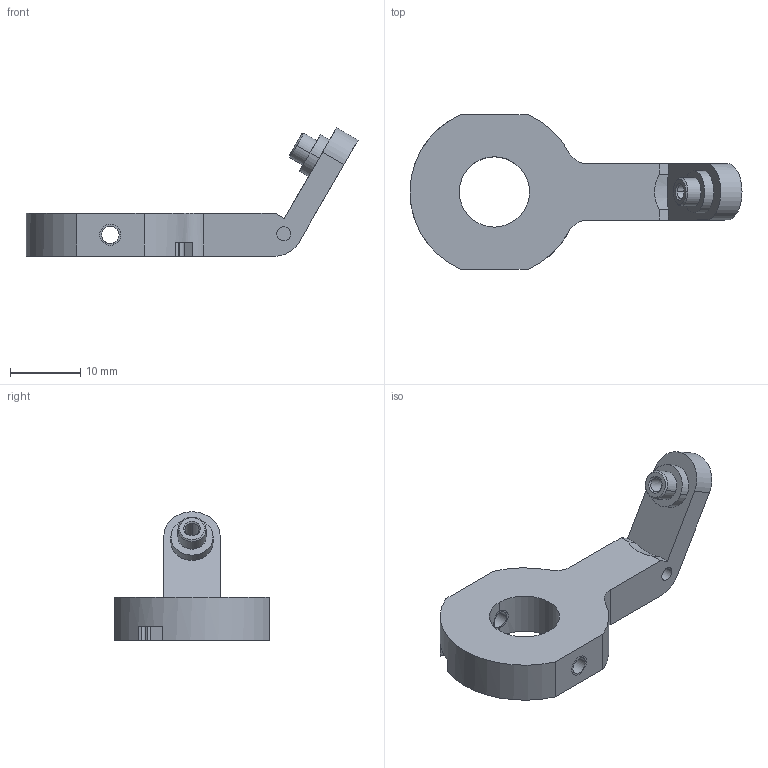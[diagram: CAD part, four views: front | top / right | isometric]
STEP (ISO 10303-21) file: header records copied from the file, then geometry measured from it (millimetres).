
FILE_DESCRIPTION((''),'2;1');
FILE_NAME('IC_021_P_179','2023-06-14T12:48:49',('lprotopapa'),(''),'CREO PARAMETRIC BY PTC INC, 2022284','CREO PARAMETRIC BY PTC INC, 2022284','');
FILE_SCHEMA(('CONFIG_CONTROL_DESIGN'));
Length unit declared in the file: millimetre
Products named in the file (1): IC_021_P_179
Bounding box: 47.24 x 22 x 18.28 mm (x, y, z)
Volume: 3223.3 mm3; surface area: 2464.2 mm2
Topology: 1 solids, 4 shells, 80 faces, 224 edges, 148 vertices
Faces by surface type: cylinder 40, plane 34, cone 6
Entity records: 2742 total; most frequent: CARTESIAN_POINT 585, DIRECTION 448, ORIENTED_EDGE 432, EDGE_CURVE 224, AXIS2_PLACEMENT_3D 160, VERTEX_POINT 148, VECTOR 128, LINE 128
